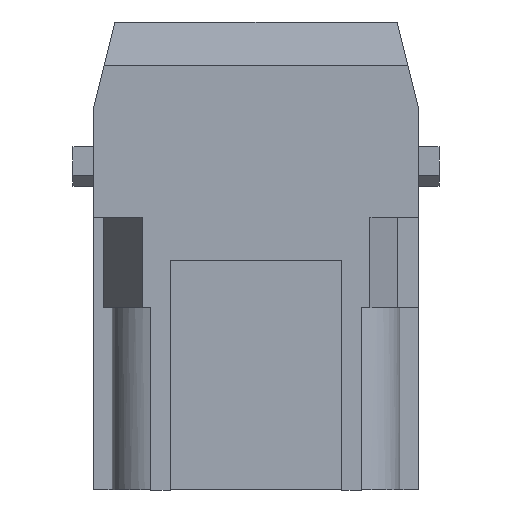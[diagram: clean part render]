
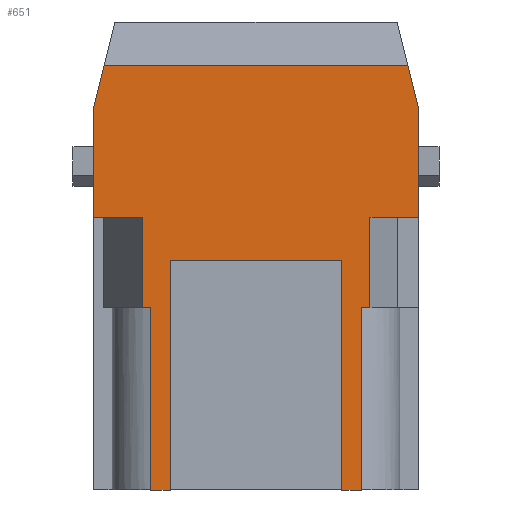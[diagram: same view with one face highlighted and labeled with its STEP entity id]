
A CAD part, left-side view. The second image highlights one B-rep face of the part: STEP entity #651.
In plain terms, the highlighted planar face has unit normal (-1, 0, 0).
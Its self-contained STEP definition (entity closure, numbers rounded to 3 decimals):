
#537=AXIS2_PLACEMENT_3D('Plane Axis2P3D',#534,#535,#536) ;
#72=CARTESIAN_POINT('Vertex',(0.,7.25,0.)) ;
#75=CARTESIAN_POINT('Line Origine',(0.,8.15,0.)) ;
#79=CARTESIAN_POINT('Vertex',(0.,9.05,0.)) ;
#100=CARTESIAN_POINT('Vertex',(0.,25.05,0.)) ;
#103=CARTESIAN_POINT('Line Origine',(0.,25.95,0.)) ;
#107=CARTESIAN_POINT('Vertex',(0.,26.85,0.)) ;
#358=CARTESIAN_POINT('Vertex',(0.,1.9,35.578)) ;
#361=CARTESIAN_POINT('Line Origine',(0.,1.9,30.489)) ;
#365=CARTESIAN_POINT('Vertex',(0.,1.9,25.4)) ;
#519=CARTESIAN_POINT('Vertex',(0.,7.25,17.)) ;
#522=CARTESIAN_POINT('Line Origine',(0.,7.25,8.5)) ;
#534=CARTESIAN_POINT('Axis2P3D Location',(0.,6.25,26.7)) ;
#539=CARTESIAN_POINT('Line Origine',(0.,4.166,25.4)) ;
#543=CARTESIAN_POINT('Vertex',(0.,6.432,25.4)) ;
#546=CARTESIAN_POINT('Line Origine',(0.,2.4,37.584)) ;
#550=CARTESIAN_POINT('Vertex',(0.,2.9,39.589)) ;
#553=CARTESIAN_POINT('Line Origine',(0.,17.05,39.589)) ;
#557=CARTESIAN_POINT('Vertex',(0.,31.2,39.589)) ;
#560=CARTESIAN_POINT('Line Origine',(0.,31.7,37.584)) ;
#564=CARTESIAN_POINT('Vertex',(0.,32.2,35.578)) ;
#567=CARTESIAN_POINT('Line Origine',(0.,32.2,30.489)) ;
#571=CARTESIAN_POINT('Vertex',(0.,32.2,25.4)) ;
#574=CARTESIAN_POINT('Line Origine',(0.,29.934,25.4)) ;
#578=CARTESIAN_POINT('Vertex',(0.,27.668,25.4)) ;
#581=CARTESIAN_POINT('Line Origine',(0.,27.668,21.2)) ;
#585=CARTESIAN_POINT('Vertex',(0.,27.668,17.)) ;
#588=CARTESIAN_POINT('Line Origine',(0.,27.259,17.)) ;
#592=CARTESIAN_POINT('Vertex',(0.,26.85,17.)) ;
#595=CARTESIAN_POINT('Line Origine',(0.,26.85,8.5)) ;
#600=CARTESIAN_POINT('Line Origine',(0.,25.05,10.7)) ;
#604=CARTESIAN_POINT('Vertex',(0.,25.05,21.4)) ;
#607=CARTESIAN_POINT('Line Origine',(0.,17.05,21.4)) ;
#611=CARTESIAN_POINT('Vertex',(0.,9.05,21.4)) ;
#614=CARTESIAN_POINT('Line Origine',(0.,9.05,10.7)) ;
#619=CARTESIAN_POINT('Line Origine',(0.,6.841,17.)) ;
#623=CARTESIAN_POINT('Vertex',(0.,6.432,17.)) ;
#626=CARTESIAN_POINT('Line Origine',(0.,6.432,21.2)) ;
#76=DIRECTION('Vector Direction',(0.,-1.,0.)) ;
#104=DIRECTION('Vector Direction',(0.,-1.,0.)) ;
#362=DIRECTION('Vector Direction',(0.,0.,-1.)) ;
#523=DIRECTION('Vector Direction',(0.,0.,-1.)) ;
#535=DIRECTION('Axis2P3D Direction',(-1.,0.,0.)) ;
#536=DIRECTION('Axis2P3D XDirection',(0.,-1.,0.)) ;
#540=DIRECTION('Vector Direction',(0.,1.,0.)) ;
#547=DIRECTION('Vector Direction',(0.,-0.242,-0.97)) ;
#554=DIRECTION('Vector Direction',(0.,1.,0.)) ;
#561=DIRECTION('Vector Direction',(0.,-0.242,0.97)) ;
#568=DIRECTION('Vector Direction',(0.,0.,1.)) ;
#575=DIRECTION('Vector Direction',(0.,1.,0.)) ;
#582=DIRECTION('Vector Direction',(0.,0.,1.)) ;
#589=DIRECTION('Vector Direction',(0.,1.,0.)) ;
#596=DIRECTION('Vector Direction',(0.,0.,-1.)) ;
#601=DIRECTION('Vector Direction',(0.,0.,-1.)) ;
#608=DIRECTION('Vector Direction',(0.,-1.,0.)) ;
#615=DIRECTION('Vector Direction',(0.,0.,1.)) ;
#620=DIRECTION('Vector Direction',(0.,1.,0.)) ;
#627=DIRECTION('Vector Direction',(0.,0.,1.)) ;
#77=VECTOR('Line Direction',#76,1.) ;
#105=VECTOR('Line Direction',#104,1.) ;
#363=VECTOR('Line Direction',#362,1.) ;
#524=VECTOR('Line Direction',#523,1.) ;
#541=VECTOR('Line Direction',#540,1.) ;
#548=VECTOR('Line Direction',#547,1.) ;
#555=VECTOR('Line Direction',#554,1.) ;
#562=VECTOR('Line Direction',#561,1.) ;
#569=VECTOR('Line Direction',#568,1.) ;
#576=VECTOR('Line Direction',#575,1.) ;
#583=VECTOR('Line Direction',#582,1.) ;
#590=VECTOR('Line Direction',#589,1.) ;
#597=VECTOR('Line Direction',#596,1.) ;
#602=VECTOR('Line Direction',#601,1.) ;
#609=VECTOR('Line Direction',#608,1.) ;
#616=VECTOR('Line Direction',#615,1.) ;
#621=VECTOR('Line Direction',#620,1.) ;
#628=VECTOR('Line Direction',#627,1.) ;
#632=ORIENTED_EDGE('',*,*,#545,.F.) ;
#633=ORIENTED_EDGE('',*,*,#367,.F.) ;
#634=ORIENTED_EDGE('',*,*,#552,.F.) ;
#635=ORIENTED_EDGE('',*,*,#559,.T.) ;
#636=ORIENTED_EDGE('',*,*,#566,.F.) ;
#637=ORIENTED_EDGE('',*,*,#573,.F.) ;
#638=ORIENTED_EDGE('',*,*,#580,.F.) ;
#639=ORIENTED_EDGE('',*,*,#587,.F.) ;
#640=ORIENTED_EDGE('',*,*,#594,.F.) ;
#641=ORIENTED_EDGE('',*,*,#599,.T.) ;
#642=ORIENTED_EDGE('',*,*,#109,.T.) ;
#643=ORIENTED_EDGE('',*,*,#606,.F.) ;
#644=ORIENTED_EDGE('',*,*,#613,.T.) ;
#645=ORIENTED_EDGE('',*,*,#618,.F.) ;
#646=ORIENTED_EDGE('',*,*,#81,.T.) ;
#647=ORIENTED_EDGE('',*,*,#526,.F.) ;
#648=ORIENTED_EDGE('',*,*,#625,.F.) ;
#649=ORIENTED_EDGE('',*,*,#630,.T.) ;
#651=ADVANCED_FACE('Hauptkoerper',(#650),#538,.T.) ;
#81=EDGE_CURVE('',#80,#73,#78,.T.) ;
#109=EDGE_CURVE('',#108,#101,#106,.T.) ;
#367=EDGE_CURVE('',#359,#366,#364,.T.) ;
#526=EDGE_CURVE('',#520,#73,#525,.T.) ;
#545=EDGE_CURVE('',#366,#544,#542,.T.) ;
#552=EDGE_CURVE('',#551,#359,#549,.T.) ;
#559=EDGE_CURVE('',#551,#558,#556,.T.) ;
#566=EDGE_CURVE('',#565,#558,#563,.T.) ;
#573=EDGE_CURVE('',#572,#565,#570,.T.) ;
#580=EDGE_CURVE('',#579,#572,#577,.T.) ;
#587=EDGE_CURVE('',#586,#579,#584,.T.) ;
#594=EDGE_CURVE('',#593,#586,#591,.T.) ;
#599=EDGE_CURVE('',#593,#108,#598,.T.) ;
#606=EDGE_CURVE('',#605,#101,#603,.T.) ;
#613=EDGE_CURVE('',#605,#612,#610,.T.) ;
#618=EDGE_CURVE('',#80,#612,#617,.T.) ;
#625=EDGE_CURVE('',#624,#520,#622,.T.) ;
#630=EDGE_CURVE('',#624,#544,#629,.T.) ;
#631=EDGE_LOOP('',(#632,#633,#634,#635,#636,#637,#638,#639,#640,#641,#642,#643,#644,#645,#646,#647,#648,#649)) ;
#650=FACE_OUTER_BOUND('',#631,.T.) ;
#78=LINE('Line',#75,#77) ;
#106=LINE('Line',#103,#105) ;
#364=LINE('Line',#361,#363) ;
#525=LINE('Line',#522,#524) ;
#542=LINE('Line',#539,#541) ;
#549=LINE('Line',#546,#548) ;
#556=LINE('Line',#553,#555) ;
#563=LINE('Line',#560,#562) ;
#570=LINE('Line',#567,#569) ;
#577=LINE('Line',#574,#576) ;
#584=LINE('Line',#581,#583) ;
#591=LINE('Line',#588,#590) ;
#598=LINE('Line',#595,#597) ;
#603=LINE('Line',#600,#602) ;
#610=LINE('Line',#607,#609) ;
#617=LINE('Line',#614,#616) ;
#622=LINE('Line',#619,#621) ;
#629=LINE('Line',#626,#628) ;
#538=PLANE('',#537) ;
#73=VERTEX_POINT('',#72) ;
#80=VERTEX_POINT('',#79) ;
#101=VERTEX_POINT('',#100) ;
#108=VERTEX_POINT('',#107) ;
#359=VERTEX_POINT('',#358) ;
#366=VERTEX_POINT('',#365) ;
#520=VERTEX_POINT('',#519) ;
#544=VERTEX_POINT('',#543) ;
#551=VERTEX_POINT('',#550) ;
#558=VERTEX_POINT('',#557) ;
#565=VERTEX_POINT('',#564) ;
#572=VERTEX_POINT('',#571) ;
#579=VERTEX_POINT('',#578) ;
#586=VERTEX_POINT('',#585) ;
#593=VERTEX_POINT('',#592) ;
#605=VERTEX_POINT('',#604) ;
#612=VERTEX_POINT('',#611) ;
#624=VERTEX_POINT('',#623) ;
